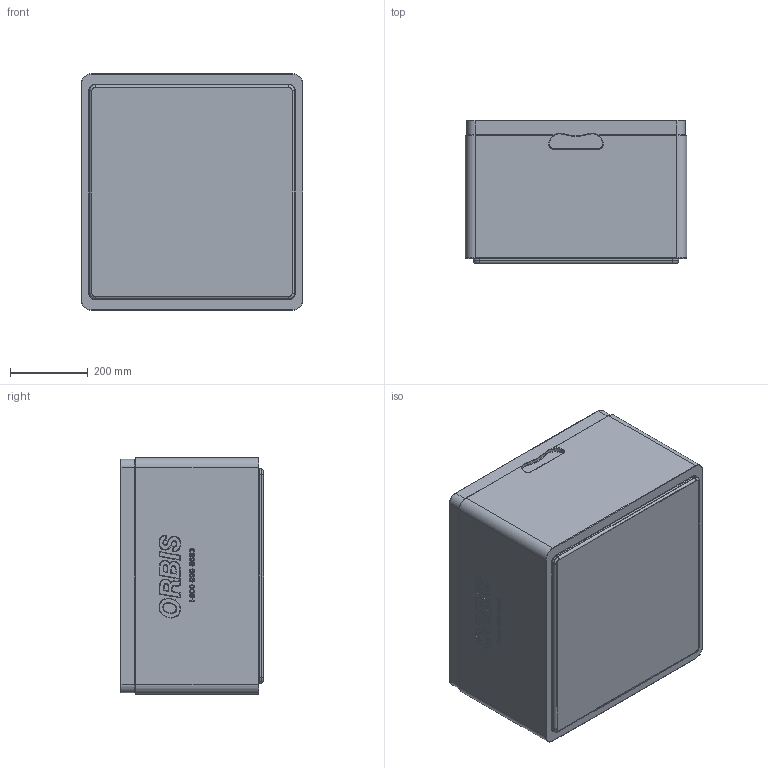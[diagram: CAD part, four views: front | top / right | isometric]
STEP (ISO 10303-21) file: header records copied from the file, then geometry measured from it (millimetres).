
FILE_DESCRIPTION((''),'2;1');
FILE_NAME('87620M_WSM','2025-06-20T12:01:51',('SYSTEM'),(''),'CREO PARAMETRIC BY PTC INC, 2023294','CREO PARAMETRIC BY PTC INC, 2023294','');
FILE_SCHEMA(('CONFIG_CONTROL_DESIGN'));
Products named in the file (1): 87620M_WSM
Bounding box: 570.28 x 368.3 x 608.33 mm (x, y, z)
Volume: 20055187.4 mm3; surface area: 2299496.2 mm2
Topology: 1 solids, 1 shells, 1890 faces, 5120 edges, 3302 vertices
Faces by surface type: plane 1364, bspline 182, extrusion 150, cylinder 142, torus 52
Entity records: 67234 total; most frequent: CARTESIAN_POINT 21767, ORIENTED_EDGE 10236, DIRECTION 7888, EDGE_CURVE 5118, VECTOR 4274, LINE 4124, VERTEX_POINT 3302, EDGE_LOOP 1962
